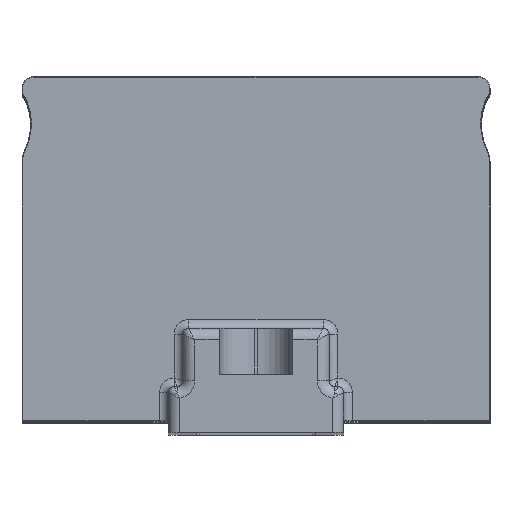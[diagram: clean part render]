
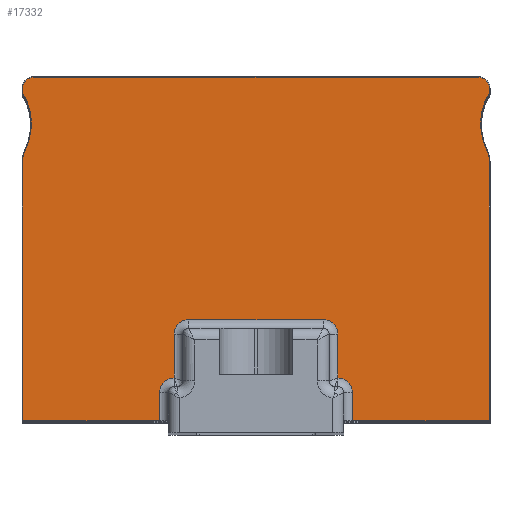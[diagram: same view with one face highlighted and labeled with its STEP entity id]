
A CAD part, top view. The second image highlights one B-rep face of the part: STEP entity #17332.
In plain terms, the highlighted planar face has unit normal (0, 0, 1).
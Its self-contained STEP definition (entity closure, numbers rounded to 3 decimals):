
#1358=DIRECTION('',(0.,-1.,0.));
#1359=VECTOR('',#1358,44.262);
#1360=CARTESIAN_POINT('',(-39.9,46.262,254.));
#1361=LINE('',#1360,#1359);
#1362=CARTESIAN_POINT('',(-35.,46.262,254.));
#1363=DIRECTION('',(0.,0.,1.));
#1364=DIRECTION('',(-0.9,0.436,0.));
#1365=AXIS2_PLACEMENT_3D('',#1362,#1363,#1364);
#1367=CARTESIAN_POINT('',(-48.5,52.8,254.));
#1368=DIRECTION('',(0.,0.,-1.));
#1369=DIRECTION('',(0.857,0.515,0.));
#1370=AXIS2_PLACEMENT_3D('',#1367,#1368,#1369);
#1372=CARTESIAN_POINT('',(-39.5,58.208,254.));
#1373=DIRECTION('',(0.,0.,1.));
#1374=DIRECTION('',(-1.,0.,0.));
#1375=AXIS2_PLACEMENT_3D('',#1372,#1373,#1374);
#1377=DIRECTION('',(0.,-1.,0.));
#1378=VECTOR('',#1377,0.592);
#1379=CARTESIAN_POINT('',(-39.9,58.8,254.));
#1380=LINE('',#1379,#1378);
#1381=CARTESIAN_POINT('',(-38.,58.8,254.));
#1382=DIRECTION('',(0.,0.,1.));
#1383=DIRECTION('',(0.,1.,0.));
#1384=AXIS2_PLACEMENT_3D('',#1381,#1382,#1383);
#1386=DIRECTION('',(-1.,0.,0.));
#1387=VECTOR('',#1386,76.);
#1388=CARTESIAN_POINT('',(38.,60.7,254.));
#1389=LINE('',#1388,#1387);
#1390=CARTESIAN_POINT('',(38.,58.8,254.));
#1391=DIRECTION('',(0.,0.,1.));
#1392=DIRECTION('',(1.,0.,0.));
#1393=AXIS2_PLACEMENT_3D('',#1390,#1391,#1392);
#1395=DIRECTION('',(0.,1.,0.));
#1396=VECTOR('',#1395,0.592);
#1397=CARTESIAN_POINT('',(39.9,58.208,254.));
#1398=LINE('',#1397,#1396);
#1399=CARTESIAN_POINT('',(39.5,58.208,254.));
#1400=DIRECTION('',(0.,0.,1.));
#1401=DIRECTION('',(0.857,-0.515,0.));
#1402=AXIS2_PLACEMENT_3D('',#1399,#1400,#1401);
#1404=CARTESIAN_POINT('',(48.5,52.8,254.));
#1405=DIRECTION('',(0.,0.,-1.));
#1406=DIRECTION('',(-0.9,-0.436,0.));
#1407=AXIS2_PLACEMENT_3D('',#1404,#1405,#1406);
#1409=CARTESIAN_POINT('',(35.,46.262,254.));
#1410=DIRECTION('',(0.,0.,1.));
#1411=DIRECTION('',(1.,0.,0.));
#1412=AXIS2_PLACEMENT_3D('',#1409,#1410,#1411);
#1414=DIRECTION('',(0.,1.,0.));
#1415=VECTOR('',#1414,44.262);
#1416=CARTESIAN_POINT('',(39.9,2.,254.));
#1417=LINE('',#1416,#1415);
#1418=DIRECTION('',(-1.,0.,0.));
#1419=VECTOR('',#1418,23.4);
#1420=CARTESIAN_POINT('',(39.9,2.,254.));
#1421=LINE('',#1420,#1419);
#1422=DIRECTION('',(0.,1.,0.));
#1423=VECTOR('',#1422,4.8);
#1424=CARTESIAN_POINT('',(16.5,2.,254.));
#1425=LINE('',#1424,#1423);
#1426=CARTESIAN_POINT('',(14.,6.8,254.));
#1427=DIRECTION('',(0.,0.,1.));
#1428=DIRECTION('',(1.,0.,0.));
#1429=AXIS2_PLACEMENT_3D('',#1426,#1427,#1428);
#1431=CARTESIAN_POINT('',(14.,9.3,254.));
#1432=CARTESIAN_POINT('',(14.,10.133,254.));
#1433=CARTESIAN_POINT('',(14.,11.8,254.));
#1434=CARTESIAN_POINT('',(14.,14.3,254.));
#1435=CARTESIAN_POINT('',(14.,15.967,254.));
#1436=CARTESIAN_POINT('',(14.,16.8,254.));
#1438=CARTESIAN_POINT('',(11.5,16.8,254.));
#1439=DIRECTION('',(0.,0.,1.));
#1440=DIRECTION('',(1.,0.,0.));
#1441=AXIS2_PLACEMENT_3D('',#1438,#1439,#1440);
#1443=DIRECTION('',(-1.,0.,0.));
#1444=VECTOR('',#1443,23.);
#1445=CARTESIAN_POINT('',(11.5,19.3,254.));
#1446=LINE('',#1445,#1444);
#1447=CARTESIAN_POINT('',(-11.5,16.8,254.));
#1448=DIRECTION('',(0.,0.,1.));
#1449=DIRECTION('',(0.,1.,0.));
#1450=AXIS2_PLACEMENT_3D('',#1447,#1448,#1449);
#1452=CARTESIAN_POINT('',(-14.,16.8,254.));
#1453=CARTESIAN_POINT('',(-14.,15.967,254.));
#1454=CARTESIAN_POINT('',(-14.,14.3,254.));
#1455=CARTESIAN_POINT('',(-14.,11.8,254.));
#1456=CARTESIAN_POINT('',(-14.,10.133,254.));
#1457=CARTESIAN_POINT('',(-14.,9.3,254.));
#1459=CARTESIAN_POINT('',(-14.,6.8,254.));
#1460=DIRECTION('',(0.,0.,1.));
#1461=DIRECTION('',(0.,1.,0.));
#1462=AXIS2_PLACEMENT_3D('',#1459,#1460,#1461);
#1464=DIRECTION('',(0.,-1.,0.));
#1465=VECTOR('',#1464,4.8);
#1466=CARTESIAN_POINT('',(-16.5,6.8,254.));
#1467=LINE('',#1466,#1465);
#1468=DIRECTION('',(-1.,0.,0.));
#1469=VECTOR('',#1468,23.4);
#1470=CARTESIAN_POINT('',(-16.5,2.,254.));
#1471=LINE('',#1470,#1469);
#13603=CARTESIAN_POINT('',(16.5,2.,254.));
#13604=CARTESIAN_POINT('',(16.5,6.8,254.));
#13605=VERTEX_POINT('',#13603);
#13606=VERTEX_POINT('',#13604);
#13607=CARTESIAN_POINT('',(14.,9.3,254.));
#13608=VERTEX_POINT('',#13607);
#13612=VERTEX_POINT('',#1452);
#13613=VERTEX_POINT('',#1457);
#13616=CARTESIAN_POINT('',(-11.5,19.3,254.));
#13617=VERTEX_POINT('',#13616);
#13620=CARTESIAN_POINT('',(11.5,19.3,254.));
#13621=VERTEX_POINT('',#13620);
#13624=CARTESIAN_POINT('',(14.,16.8,254.));
#13625=VERTEX_POINT('',#13624);
#13630=CARTESIAN_POINT('',(-16.5,6.8,254.));
#13631=CARTESIAN_POINT('',(-16.5,2.,254.));
#13632=VERTEX_POINT('',#13630);
#13633=VERTEX_POINT('',#13631);
#14572=CARTESIAN_POINT('',(-39.9,2.,254.));
#14574=VERTEX_POINT('',#14572);
#14578=CARTESIAN_POINT('',(-39.9,46.262,254.));
#14579=VERTEX_POINT('',#14578);
#14580=CARTESIAN_POINT('',(-39.41,48.398,254.));
#14581=VERTEX_POINT('',#14580);
#14584=CARTESIAN_POINT('',(-39.843,58.002,254.));
#14585=VERTEX_POINT('',#14584);
#14590=CARTESIAN_POINT('',(-39.9,58.8,254.));
#14591=CARTESIAN_POINT('',(-39.9,58.208,254.));
#14592=VERTEX_POINT('',#14590);
#14593=VERTEX_POINT('',#14591);
#14596=CARTESIAN_POINT('',(-38.,60.7,254.));
#14597=VERTEX_POINT('',#14596);
#14600=CARTESIAN_POINT('',(38.,60.7,254.));
#14601=VERTEX_POINT('',#14600);
#14604=CARTESIAN_POINT('',(39.9,58.8,254.));
#14605=VERTEX_POINT('',#14604);
#14608=CARTESIAN_POINT('',(39.9,58.208,254.));
#14609=VERTEX_POINT('',#14608);
#14614=CARTESIAN_POINT('',(39.41,48.398,254.));
#14615=CARTESIAN_POINT('',(39.843,58.002,254.));
#14616=VERTEX_POINT('',#14614);
#14617=VERTEX_POINT('',#14615);
#14620=CARTESIAN_POINT('',(39.9,46.262,254.));
#14621=VERTEX_POINT('',#14620);
#14625=CARTESIAN_POINT('',(39.9,2.,254.));
#14627=VERTEX_POINT('',#14625);
#17278=CARTESIAN_POINT('',(0.,0.,254.));
#17279=DIRECTION('',(0.,0.,1.));
#17280=DIRECTION('',(1.,0.,0.));
#17281=AXIS2_PLACEMENT_3D('',#17278,#17279,#17280);
#17282=PLANE('',#17281);
#17284=ORIENTED_EDGE('',*,*,#17283,.F.);
#17286=ORIENTED_EDGE('',*,*,#17285,.F.);
#17288=ORIENTED_EDGE('',*,*,#17287,.F.);
#17290=ORIENTED_EDGE('',*,*,#17289,.F.);
#17292=ORIENTED_EDGE('',*,*,#17291,.F.);
#17294=ORIENTED_EDGE('',*,*,#17293,.F.);
#17296=ORIENTED_EDGE('',*,*,#17295,.F.);
#17298=ORIENTED_EDGE('',*,*,#17297,.F.);
#17300=ORIENTED_EDGE('',*,*,#17299,.F.);
#17302=ORIENTED_EDGE('',*,*,#17301,.F.);
#17304=ORIENTED_EDGE('',*,*,#17303,.F.);
#17306=ORIENTED_EDGE('',*,*,#17305,.F.);
#17308=ORIENTED_EDGE('',*,*,#17307,.F.);
#17310=ORIENTED_EDGE('',*,*,#17309,.T.);
#17312=ORIENTED_EDGE('',*,*,#17311,.T.);
#17314=ORIENTED_EDGE('',*,*,#17313,.T.);
#17316=ORIENTED_EDGE('',*,*,#17315,.T.);
#17318=ORIENTED_EDGE('',*,*,#17317,.T.);
#17320=ORIENTED_EDGE('',*,*,#17319,.T.);
#17322=ORIENTED_EDGE('',*,*,#17321,.T.);
#17324=ORIENTED_EDGE('',*,*,#17323,.T.);
#17325=ORIENTED_EDGE('',*,*,#17268,.T.);
#17327=ORIENTED_EDGE('',*,*,#17326,.T.);
#17329=ORIENTED_EDGE('',*,*,#17328,.T.);
#17330=EDGE_LOOP('',(#17284,#17286,#17288,#17290,#17292,#17294,#17296,#17298,
#17300,#17302,#17304,#17306,#17308,#17310,#17312,#17314,#17316,#17318,#17320,
#17322,#17324,#17325,#17327,#17329));
#17331=FACE_OUTER_BOUND('',#17330,.F.);
#17332=ADVANCED_FACE('',(#17331),#17282,.T.);
#1366=CIRCLE('',#1365,4.9);
#1371=CIRCLE('',#1370,10.1);
#1376=CIRCLE('',#1375,0.4);
#1385=CIRCLE('',#1384,1.9);
#1394=CIRCLE('',#1393,1.9);
#1403=CIRCLE('',#1402,0.4);
#1408=CIRCLE('',#1407,10.1);
#1413=CIRCLE('',#1412,4.9);
#1430=CIRCLE('',#1429,2.5);
#1437=B_SPLINE_CURVE_WITH_KNOTS('',3,(#1431,#1432,#1433,#1434,#1435,#1436),
.UNSPECIFIED.,.F.,.F.,(4,1,1,4),(0.,0.333,0.667,1.),
.UNSPECIFIED.);
#1442=CIRCLE('',#1441,2.5);
#1451=CIRCLE('',#1450,2.5);
#1458=B_SPLINE_CURVE_WITH_KNOTS('',3,(#1452,#1453,#1454,#1455,#1456,#1457),
.UNSPECIFIED.,.F.,.F.,(4,1,1,4),(0.,0.333,0.667,1.),
.UNSPECIFIED.);
#1463=CIRCLE('',#1462,2.5);
#17268=EDGE_CURVE('',#13613,#13632,#1463,.T.);
#17283=EDGE_CURVE('',#14579,#14574,#1361,.T.);
#17285=EDGE_CURVE('',#14581,#14579,#1366,.T.);
#17287=EDGE_CURVE('',#14585,#14581,#1371,.T.);
#17289=EDGE_CURVE('',#14593,#14585,#1376,.T.);
#17291=EDGE_CURVE('',#14592,#14593,#1380,.T.);
#17293=EDGE_CURVE('',#14597,#14592,#1385,.T.);
#17295=EDGE_CURVE('',#14601,#14597,#1389,.T.);
#17297=EDGE_CURVE('',#14605,#14601,#1394,.T.);
#17299=EDGE_CURVE('',#14609,#14605,#1398,.T.);
#17301=EDGE_CURVE('',#14617,#14609,#1403,.T.);
#17303=EDGE_CURVE('',#14616,#14617,#1408,.T.);
#17305=EDGE_CURVE('',#14621,#14616,#1413,.T.);
#17307=EDGE_CURVE('',#14627,#14621,#1417,.T.);
#17309=EDGE_CURVE('',#14627,#13605,#1421,.T.);
#17311=EDGE_CURVE('',#13605,#13606,#1425,.T.);
#17313=EDGE_CURVE('',#13606,#13608,#1430,.T.);
#17315=EDGE_CURVE('',#13608,#13625,#1437,.T.);
#17317=EDGE_CURVE('',#13625,#13621,#1442,.T.);
#17319=EDGE_CURVE('',#13621,#13617,#1446,.T.);
#17321=EDGE_CURVE('',#13617,#13612,#1451,.T.);
#17323=EDGE_CURVE('',#13612,#13613,#1458,.T.);
#17326=EDGE_CURVE('',#13632,#13633,#1467,.T.);
#17328=EDGE_CURVE('',#13633,#14574,#1471,.T.);
